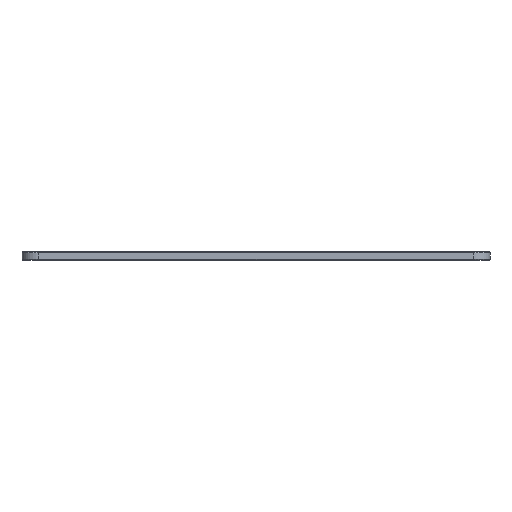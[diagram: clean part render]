
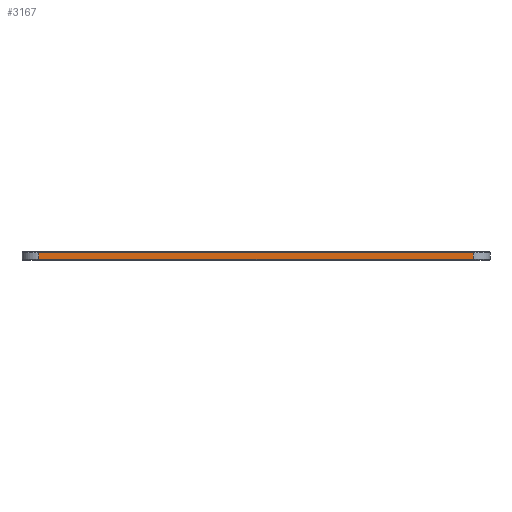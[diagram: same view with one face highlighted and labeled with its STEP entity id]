
A CAD part, left-side view. The second image highlights one B-rep face of the part: STEP entity #3167.
In plain terms, the highlighted planar face has unit normal (-1, 0, 0).
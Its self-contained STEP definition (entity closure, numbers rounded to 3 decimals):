
#101 = PLANE('',#102);
#102 = AXIS2_PLACEMENT_3D('',#103,#104,#105);
#103 = CARTESIAN_POINT('',(-6.1,162.5,0.15));
#104 = DIRECTION('',(0.707,0.,0.707));
#105 = DIRECTION('',(0.,-1.,0.));
#1197 = VERTEX_POINT('',#1198);
#1198 = CARTESIAN_POINT('',(-6.25,162.5,0.3));
#1213 = CYLINDRICAL_SURFACE('',#1214,6.25);
#1214 = AXIS2_PLACEMENT_3D('',#1215,#1216,#1217);
#1215 = CARTESIAN_POINT('',(0.,162.5,0.));
#1216 = DIRECTION('',(-0.,-0.,-1.));
#1217 = DIRECTION('',(1.,0.,0.));
#1306 = EDGE_CURVE('',#1197,#1307,#1309,.T.);
#1307 = VERTEX_POINT('',#1308);
#1308 = CARTESIAN_POINT('',(-6.25,0.,0.3));
#1309 = SURFACE_CURVE('',#1310,(#1314,#1321),.PCURVE_S1.);
#1310 = LINE('',#1311,#1312);
#1311 = CARTESIAN_POINT('',(-6.25,162.5,0.3));
#1312 = VECTOR('',#1313,1.);
#1313 = DIRECTION('',(-0.,-1.,-0.));
#1314 = PCURVE('',#101,#1315);
#1315 = DEFINITIONAL_REPRESENTATION('',(#1316),#1320);
#1316 = LINE('',#1317,#1318);
#1317 = CARTESIAN_POINT('',(0.,-0.212));
#1318 = VECTOR('',#1319,1.);
#1319 = DIRECTION('',(1.,0.));
#1320 = ( GEOMETRIC_REPRESENTATION_CONTEXT(2) 
PARAMETRIC_REPRESENTATION_CONTEXT() REPRESENTATION_CONTEXT('2D SPACE',''
  ) );
#1321 = PCURVE('',#1322,#1327);
#1322 = PLANE('',#1323);
#1323 = AXIS2_PLACEMENT_3D('',#1324,#1325,#1326);
#1324 = CARTESIAN_POINT('',(-6.25,0.,0.));
#1325 = DIRECTION('',(-1.,0.,0.));
#1326 = DIRECTION('',(0.,1.,0.));
#1327 = DEFINITIONAL_REPRESENTATION('',(#1328),#1332);
#1328 = LINE('',#1329,#1330);
#1329 = CARTESIAN_POINT('',(162.5,-0.3));
#1330 = VECTOR('',#1331,1.);
#1331 = DIRECTION('',(-1.,0.));
#1332 = ( GEOMETRIC_REPRESENTATION_CONTEXT(2) 
PARAMETRIC_REPRESENTATION_CONTEXT() REPRESENTATION_CONTEXT('2D SPACE',''
  ) );
#1429 = CYLINDRICAL_SURFACE('',#1430,6.25);
#1430 = AXIS2_PLACEMENT_3D('',#1431,#1432,#1433);
#1431 = CARTESIAN_POINT('',(0.,0.,0.));
#1432 = DIRECTION('',(-0.,-0.,-1.));
#1433 = DIRECTION('',(1.,0.,0.));
#3063 = VERTEX_POINT('',#3064);
#3064 = CARTESIAN_POINT('',(-6.25,162.5,2.825));
#3091 = EDGE_CURVE('',#1197,#3063,#3092,.T.);
#3092 = SURFACE_CURVE('',#3093,(#3097,#3104),.PCURVE_S1.);
#3093 = LINE('',#3094,#3095);
#3094 = CARTESIAN_POINT('',(-6.25,162.5,0.));
#3095 = VECTOR('',#3096,1.);
#3096 = DIRECTION('',(0.,0.,1.));
#3097 = PCURVE('',#1213,#3098);
#3098 = DEFINITIONAL_REPRESENTATION('',(#3099),#3103);
#3099 = LINE('',#3100,#3101);
#3100 = CARTESIAN_POINT('',(-3.142,0.));
#3101 = VECTOR('',#3102,1.);
#3102 = DIRECTION('',(-0.,-1.));
#3103 = ( GEOMETRIC_REPRESENTATION_CONTEXT(2) 
PARAMETRIC_REPRESENTATION_CONTEXT() REPRESENTATION_CONTEXT('2D SPACE',''
  ) );
#3104 = PCURVE('',#1322,#3105);
#3105 = DEFINITIONAL_REPRESENTATION('',(#3106),#3110);
#3106 = LINE('',#3107,#3108);
#3107 = CARTESIAN_POINT('',(162.5,0.));
#3108 = VECTOR('',#3109,1.);
#3109 = DIRECTION('',(0.,-1.));
#3110 = ( GEOMETRIC_REPRESENTATION_CONTEXT(2) 
PARAMETRIC_REPRESENTATION_CONTEXT() REPRESENTATION_CONTEXT('2D SPACE',''
  ) );
#3167 = ADVANCED_FACE('',(#3168),#1322,.T.);
#3168 = FACE_BOUND('',#3169,.T.);
#3169 = EDGE_LOOP('',(#3170,#3193,#3219,#3220));
#3170 = ORIENTED_EDGE('',*,*,#3171,.T.);
#3171 = EDGE_CURVE('',#1307,#3172,#3174,.T.);
#3172 = VERTEX_POINT('',#3173);
#3173 = CARTESIAN_POINT('',(-6.25,0.,2.825));
#3174 = SURFACE_CURVE('',#3175,(#3179,#3186),.PCURVE_S1.);
#3175 = LINE('',#3176,#3177);
#3176 = CARTESIAN_POINT('',(-6.25,0.,0.));
#3177 = VECTOR('',#3178,1.);
#3178 = DIRECTION('',(0.,0.,1.));
#3179 = PCURVE('',#1322,#3180);
#3180 = DEFINITIONAL_REPRESENTATION('',(#3181),#3185);
#3181 = LINE('',#3182,#3183);
#3182 = CARTESIAN_POINT('',(0.,0.));
#3183 = VECTOR('',#3184,1.);
#3184 = DIRECTION('',(0.,-1.));
#3185 = ( GEOMETRIC_REPRESENTATION_CONTEXT(2) 
PARAMETRIC_REPRESENTATION_CONTEXT() REPRESENTATION_CONTEXT('2D SPACE',''
  ) );
#3186 = PCURVE('',#1429,#3187);
#3187 = DEFINITIONAL_REPRESENTATION('',(#3188),#3192);
#3188 = LINE('',#3189,#3190);
#3189 = CARTESIAN_POINT('',(-3.142,0.));
#3190 = VECTOR('',#3191,1.);
#3191 = DIRECTION('',(-0.,-1.));
#3192 = ( GEOMETRIC_REPRESENTATION_CONTEXT(2) 
PARAMETRIC_REPRESENTATION_CONTEXT() REPRESENTATION_CONTEXT('2D SPACE',''
  ) );
#3193 = ORIENTED_EDGE('',*,*,#3194,.F.);
#3194 = EDGE_CURVE('',#3063,#3172,#3195,.T.);
#3195 = SURFACE_CURVE('',#3196,(#3200,#3207),.PCURVE_S1.);
#3196 = LINE('',#3197,#3198);
#3197 = CARTESIAN_POINT('',(-6.25,162.5,2.825));
#3198 = VECTOR('',#3199,1.);
#3199 = DIRECTION('',(-0.,-1.,-0.));
#3200 = PCURVE('',#1322,#3201);
#3201 = DEFINITIONAL_REPRESENTATION('',(#3202),#3206);
#3202 = LINE('',#3203,#3204);
#3203 = CARTESIAN_POINT('',(162.5,-2.825));
#3204 = VECTOR('',#3205,1.);
#3205 = DIRECTION('',(-1.,0.));
#3206 = ( GEOMETRIC_REPRESENTATION_CONTEXT(2) 
PARAMETRIC_REPRESENTATION_CONTEXT() REPRESENTATION_CONTEXT('2D SPACE',''
  ) );
#3207 = PCURVE('',#3208,#3213);
#3208 = PLANE('',#3209);
#3209 = AXIS2_PLACEMENT_3D('',#3210,#3211,#3212);
#3210 = CARTESIAN_POINT('',(-6.1,162.5,2.975));
#3211 = DIRECTION('',(-0.707,0.,0.707
    ));
#3212 = DIRECTION('',(0.,-1.,0.));
#3213 = DEFINITIONAL_REPRESENTATION('',(#3214),#3218);
#3214 = LINE('',#3215,#3216);
#3215 = CARTESIAN_POINT('',(0.,-0.212));
#3216 = VECTOR('',#3217,1.);
#3217 = DIRECTION('',(1.,0.));
#3218 = ( GEOMETRIC_REPRESENTATION_CONTEXT(2) 
PARAMETRIC_REPRESENTATION_CONTEXT() REPRESENTATION_CONTEXT('2D SPACE',''
  ) );
#3219 = ORIENTED_EDGE('',*,*,#3091,.F.);
#3220 = ORIENTED_EDGE('',*,*,#1306,.T.);
